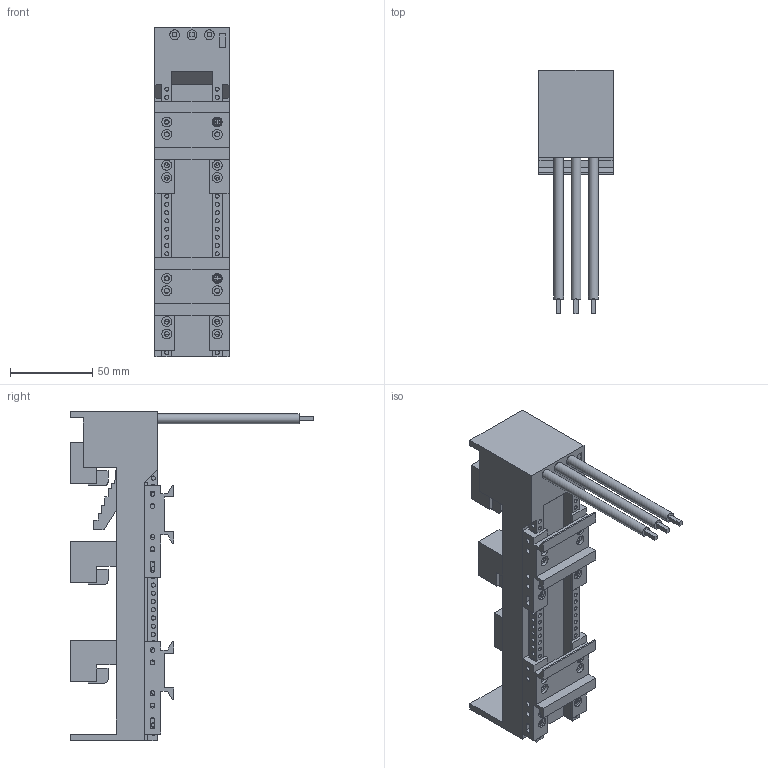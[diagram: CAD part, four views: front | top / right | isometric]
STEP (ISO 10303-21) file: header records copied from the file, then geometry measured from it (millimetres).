
FILE_DESCRIPTION(/* description */ ('STEP AP214'),/* implementation_level */ '2;1');
FILE_NAME(/* name */ '32434',/* time_stamp */ '2023-10-05T13:25:57+02:00',/* author */ ('License CC BY-ND 4.0'),/* organization */ ('CADENAS'),/* preprocessor_version */ 'ST-DEVELOPER v19.3',/* originating_system */ 'PARTsolutions',/* authorisation */ ' ');
FILE_SCHEMA (('AUTOMOTIVE_DESIGN {1 0 10303 214 3 1 1}'));
Length unit declared in the file: millimetre
Products named in the file (5): 32434; 80034CrossBoardScrew; 79350ACrossBoardAdapter; AWG10959; Basis45x200
Assembly tree (8 placements, depth 2):
  32434
    80034CrossBoardScrew  x2
    79350ACrossBoardAdapter  x2
    AWG10959  x3
    Basis45x200
Bounding box: 45 x 148 x 200 mm (x, y, z)
Volume: 270848.3 mm3; surface area: 77644.4 mm2
Topology: 8 solids, 8 shells, 571 faces, 1386 edges, 921 vertices
Faces by surface type: plane 361, cylinder 204, sphere 4, torus 2
Full cylindrical faces by diameter (mm): 2.4 x66, 2.5 x66, 3 x32, 5 x2, 6 x19
Entity records: 15552 total; most frequent: CARTESIAN_POINT 2680, DIRECTION 2091, ORIENTED_EDGE 1762, EDGE_CURVE 881, EDGE_LOOP 860, FACE_BOUND 860, AXIS2_PLACEMENT_3D 814, VERTEX_POINT 667
